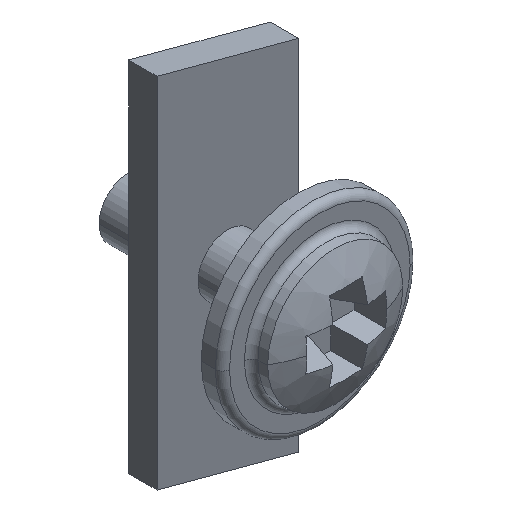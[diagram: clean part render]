
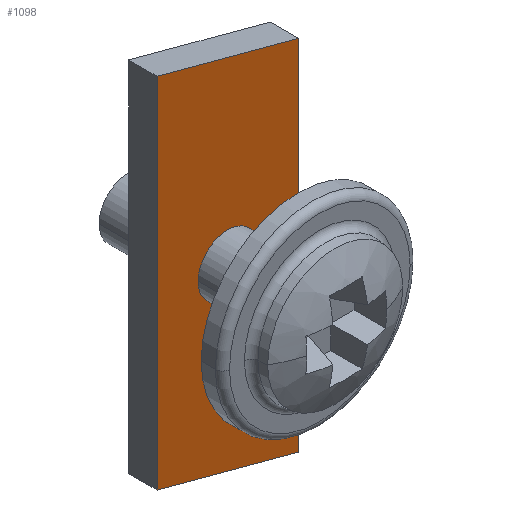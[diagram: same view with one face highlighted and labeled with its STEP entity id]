
A CAD part, isometric view. The second image highlights one B-rep face of the part: STEP entity #1098.
In plain terms, the highlighted planar face has unit normal (0, -1, 0).
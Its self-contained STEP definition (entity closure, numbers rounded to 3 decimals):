
#10 = VERTEX_POINT ( 'NONE', #859 ) ;
#59 = DIRECTION ( 'NONE',  ( 0., -1., 0. ) ) ;
#86 = DIRECTION ( 'NONE',  ( 0., 0., 1. ) ) ;
#136 = VECTOR ( 'NONE', #86, 1000. ) ;
#140 = ORIENTED_EDGE ( 'NONE', *, *, #1303, .T. ) ;
#185 = DIRECTION ( 'NONE',  ( 0., 0., -1. ) ) ;
#190 = ORIENTED_EDGE ( 'NONE', *, *, #1473, .F. ) ;
#250 = EDGE_LOOP ( 'NONE', ( #1736, #1066, #823, #190 ) ) ;
#340 = CARTESIAN_POINT ( 'NONE',  ( -5., 0., 14. ) ) ;
#377 = CARTESIAN_POINT ( 'NONE',  ( -5., 0., -11.321 ) ) ;
#420 = AXIS2_PLACEMENT_3D ( 'NONE', #1123, #59, #983 ) ;
#474 = VERTEX_POINT ( 'NONE', #902 ) ;
#531 = CIRCLE ( 'NONE', #1761, 2.1 ) ;
#534 = ORIENTED_EDGE ( 'NONE', *, *, #1769, .T. ) ;
#567 = CARTESIAN_POINT ( 'NONE',  ( -5., 0., -11.321 ) ) ;
#671 = LINE ( 'NONE', #1698, #1133 ) ;
#673 = LINE ( 'NONE', #873, #136 ) ;
#737 = CARTESIAN_POINT ( 'NONE',  ( 0., 0., 0. ) ) ;
#764 = DIRECTION ( 'NONE',  ( 0., 1., 0. ) ) ;
#823 = ORIENTED_EDGE ( 'NONE', *, *, #1154, .F. ) ;
#859 = CARTESIAN_POINT ( 'NONE',  ( 5., 0., -14. ) ) ;
#873 = CARTESIAN_POINT ( 'NONE',  ( -5., 0., -11.321 ) ) ;
#881 = DIRECTION ( 'NONE',  ( 0., 0., 1. ) ) ;
#884 = CARTESIAN_POINT ( 'NONE',  ( 0., 0., -2.1 ) ) ;
#902 = CARTESIAN_POINT ( 'NONE',  ( 5., 0., 11.321 ) ) ;
#933 = AXIS2_PLACEMENT_3D ( 'NONE', #1611, #764, #1757 ) ;
#983 = DIRECTION ( 'NONE',  ( 0., 0., -1. ) ) ;
#1017 = VECTOR ( 'NONE', #1157, 1000. ) ;
#1066 = ORIENTED_EDGE ( 'NONE', *, *, #1545, .F. ) ;
#1068 = CARTESIAN_POINT ( 'NONE',  ( -5., 0., 14. ) ) ;
#1096 = VERTEX_POINT ( 'NONE', #567 ) ;
#1098 = ADVANCED_FACE ( 'NONE', ( #1201, #1664 ), #1406, .T. ) ;
#1109 = EDGE_LOOP ( 'NONE', ( #140, #534 ) ) ;
#1123 = CARTESIAN_POINT ( 'NONE',  ( -5., 0., 14. ) ) ;
#1133 = VECTOR ( 'NONE', #185, 1000. ) ;
#1154 = EDGE_CURVE ( 'NONE', #10, #1096, #1719, .T. ) ;
#1157 = DIRECTION ( 'NONE',  ( 0.966, 0., -0.259 ) ) ;
#1201 = FACE_OUTER_BOUND ( 'NONE', #250, .T. ) ;
#1303 = EDGE_CURVE ( 'NONE', #1402, #1606, #1609, .T. ) ;
#1384 = VERTEX_POINT ( 'NONE', #1068 ) ;
#1402 = VERTEX_POINT ( 'NONE', #1674 ) ;
#1406 = PLANE ( 'NONE',  #420 ) ;
#1416 = LINE ( 'NONE', #340, #1017 ) ;
#1473 = EDGE_CURVE ( 'NONE', #474, #10, #671, .T. ) ;
#1545 = EDGE_CURVE ( 'NONE', #1096, #1384, #673, .T. ) ;
#1606 = VERTEX_POINT ( 'NONE', #884 ) ;
#1609 = CIRCLE ( 'NONE', #933, 2.1 ) ;
#1611 = CARTESIAN_POINT ( 'NONE',  ( 0., 0., 0. ) ) ;
#1629 = DIRECTION ( 'NONE',  ( -0.966, 0., 0.259 ) ) ;
#1664 = FACE_BOUND ( 'NONE', #1109, .T. ) ;
#1674 = CARTESIAN_POINT ( 'NONE',  ( 0., 0., 2.1 ) ) ;
#1690 = VECTOR ( 'NONE', #1629, 1000. ) ;
#1698 = CARTESIAN_POINT ( 'NONE',  ( 5., 0., -14. ) ) ;
#1719 = LINE ( 'NONE', #377, #1690 ) ;
#1727 = DIRECTION ( 'NONE',  ( 0., 1., 0. ) ) ;
#1736 = ORIENTED_EDGE ( 'NONE', *, *, #1756, .F. ) ;
#1756 = EDGE_CURVE ( 'NONE', #1384, #474, #1416, .T. ) ;
#1757 = DIRECTION ( 'NONE',  ( 0., 0., 1. ) ) ;
#1761 = AXIS2_PLACEMENT_3D ( 'NONE', #737, #1727, #881 ) ;
#1769 = EDGE_CURVE ( 'NONE', #1606, #1402, #531, .T. ) ;
